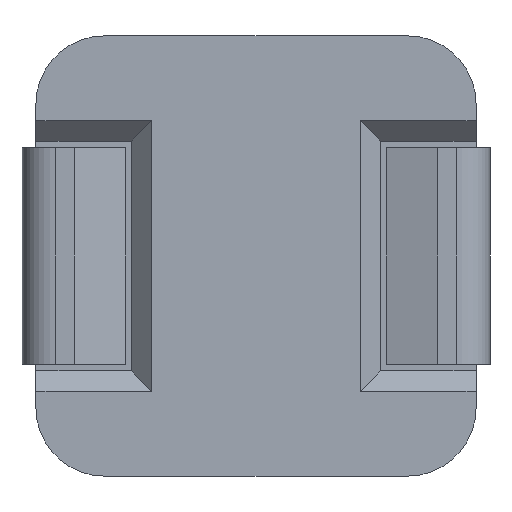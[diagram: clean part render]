
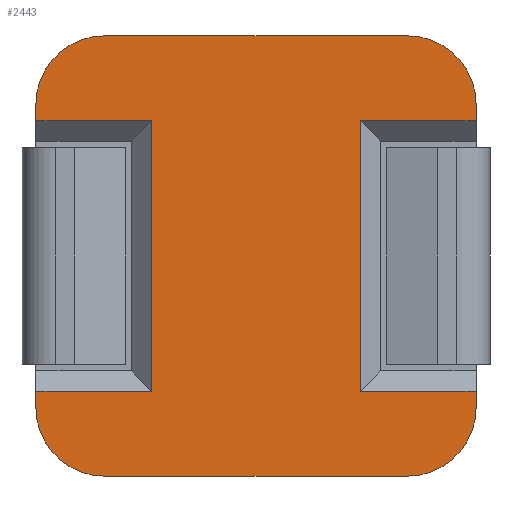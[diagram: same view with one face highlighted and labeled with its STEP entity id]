
A CAD part, front view. The second image highlights one B-rep face of the part: STEP entity #2443.
In plain terms, the highlighted planar face has unit normal (0, -1, 0).
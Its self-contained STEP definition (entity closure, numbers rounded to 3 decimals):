
#2019=CARTESIAN_POINT('',(-3.235,0.,2.235));
#2020=VERTEX_POINT('',#2019);
#2021=CARTESIAN_POINT('',(-2.235,0.,3.235));
#2022=VERTEX_POINT('',#2021);
#2023=CARTESIAN_POINT('',(-2.235,0.,2.235));
#2024=DIRECTION('',(0.,1.,0.));
#2025=DIRECTION('',(0.,-0.,1.));
#2026=AXIS2_PLACEMENT_3D('',#2023,#2024,#2025);
#2027=CIRCLE('',#2026,1.);
#2028=EDGE_CURVE('',#2020,#2022,#2027,.T.);
#2061=CARTESIAN_POINT('',(2.235,0.,3.235));
#2062=VERTEX_POINT('',#2061);
#2063=CARTESIAN_POINT('',(-2.235,0.,3.235));
#2064=DIRECTION('',(1.,0.,-0.));
#2065=VECTOR('',#2064,4.47);
#2066=LINE('',#2063,#2065);
#2067=EDGE_CURVE('',#2022,#2062,#2066,.T.);
#2092=CARTESIAN_POINT('',(3.235,0.,2.235));
#2093=VERTEX_POINT('',#2092);
#2094=CARTESIAN_POINT('',(2.235,0.,2.235));
#2095=DIRECTION('',(0.,1.,0.));
#2096=DIRECTION('',(0.,-0.,1.));
#2097=AXIS2_PLACEMENT_3D('',#2094,#2095,#2096);
#2098=CIRCLE('',#2097,1.);
#2099=EDGE_CURVE('',#2062,#2093,#2098,.T.);
#2135=CARTESIAN_POINT('',(3.235,0.,-1.99));
#2136=VERTEX_POINT('',#2135);
#2143=CARTESIAN_POINT('',(3.235,0.,-2.235));
#2144=VERTEX_POINT('',#2143);
#2145=CARTESIAN_POINT('',(3.235,0.,-1.99));
#2146=DIRECTION('',(-0.,0.,-1.));
#2147=VECTOR('',#2146,0.245);
#2148=LINE('',#2145,#2147);
#2149=EDGE_CURVE('',#2136,#2144,#2148,.T.);
#2166=CARTESIAN_POINT('',(3.235,0.,1.99));
#2167=VERTEX_POINT('',#2166);
#2168=CARTESIAN_POINT('',(3.235,0.,2.235));
#2169=DIRECTION('',(-0.,0.,-1.));
#2170=VECTOR('',#2169,0.245);
#2171=LINE('',#2168,#2170);
#2172=EDGE_CURVE('',#2093,#2167,#2171,.T.);
#2204=CARTESIAN_POINT('',(2.235,0.,-3.235));
#2205=VERTEX_POINT('',#2204);
#2206=CARTESIAN_POINT('',(2.235,0.,-2.235));
#2207=DIRECTION('',(0.,1.,0.));
#2208=DIRECTION('',(0.,0.,-1.));
#2209=AXIS2_PLACEMENT_3D('',#2206,#2207,#2208);
#2210=CIRCLE('',#2209,1.);
#2211=EDGE_CURVE('',#2144,#2205,#2210,.T.);
#2237=CARTESIAN_POINT('',(-2.235,0.,-3.235));
#2238=VERTEX_POINT('',#2237);
#2239=CARTESIAN_POINT('',(2.235,0.,-3.235));
#2240=DIRECTION('',(-1.,0.,0.));
#2241=VECTOR('',#2240,4.47);
#2242=LINE('',#2239,#2241);
#2243=EDGE_CURVE('',#2205,#2238,#2242,.T.);
#2268=CARTESIAN_POINT('',(-3.235,0.,-2.235));
#2269=VERTEX_POINT('',#2268);
#2270=CARTESIAN_POINT('',(-2.235,0.,-2.235));
#2271=DIRECTION('',(0.,1.,0.));
#2272=DIRECTION('',(0.,-0.,1.));
#2273=AXIS2_PLACEMENT_3D('',#2270,#2271,#2272);
#2274=CIRCLE('',#2273,1.);
#2275=EDGE_CURVE('',#2238,#2269,#2274,.T.);
#2301=CARTESIAN_POINT('',(-3.235,0.,-1.99));
#2302=VERTEX_POINT('',#2301);
#2303=CARTESIAN_POINT('',(-3.235,0.,-2.235));
#2304=DIRECTION('',(0.,0.,1.));
#2305=VECTOR('',#2304,0.245);
#2306=LINE('',#2303,#2305);
#2307=EDGE_CURVE('',#2269,#2302,#2306,.T.);
#2341=CARTESIAN_POINT('',(-3.235,0.,1.99));
#2342=VERTEX_POINT('',#2341);
#2349=CARTESIAN_POINT('',(-3.235,0.,1.99));
#2350=DIRECTION('',(0.,0.,1.));
#2351=VECTOR('',#2350,0.245);
#2352=LINE('',#2349,#2351);
#2353=EDGE_CURVE('',#2342,#2020,#2352,.T.);
#2382=CARTESIAN_POINT('',(-2.235,0.,2.235));
#2383=DIRECTION('',(0.,1.,0.));
#2384=DIRECTION('',(0.,0.,1.));
#2385=AXIS2_PLACEMENT_3D('',#2382,#2383,#2384);
#2386=PLANE('',#2385);
#2387=ORIENTED_EDGE('',*,*,#2149,.F.);
#2388=CARTESIAN_POINT('',(1.535,0.,-1.99));
#2389=VERTEX_POINT('',#2388);
#2390=CARTESIAN_POINT('',(3.235,0.,-1.99));
#2391=DIRECTION('',(-1.,0.,0.));
#2392=VECTOR('',#2391,1.7);
#2393=LINE('',#2390,#2392);
#2394=EDGE_CURVE('',#2136,#2389,#2393,.T.);
#2395=ORIENTED_EDGE('',*,*,#2394,.T.);
#2396=CARTESIAN_POINT('',(1.535,0.,1.99));
#2397=VERTEX_POINT('',#2396);
#2398=CARTESIAN_POINT('',(1.535,0.,-1.99));
#2399=DIRECTION('',(0.,0.,1.));
#2400=VECTOR('',#2399,3.98);
#2401=LINE('',#2398,#2400);
#2402=EDGE_CURVE('',#2389,#2397,#2401,.T.);
#2403=ORIENTED_EDGE('',*,*,#2402,.T.);
#2404=CARTESIAN_POINT('',(1.535,0.,1.99));
#2405=DIRECTION('',(1.,0.,-0.));
#2406=VECTOR('',#2405,1.7);
#2407=LINE('',#2404,#2406);
#2408=EDGE_CURVE('',#2397,#2167,#2407,.T.);
#2409=ORIENTED_EDGE('',*,*,#2408,.T.);
#2410=ORIENTED_EDGE('',*,*,#2172,.F.);
#2411=ORIENTED_EDGE('',*,*,#2099,.F.);
#2412=ORIENTED_EDGE('',*,*,#2067,.F.);
#2413=ORIENTED_EDGE('',*,*,#2028,.F.);
#2414=ORIENTED_EDGE('',*,*,#2353,.F.);
#2415=CARTESIAN_POINT('',(-1.535,0.,1.99));
#2416=VERTEX_POINT('',#2415);
#2417=CARTESIAN_POINT('',(-3.235,0.,1.99));
#2418=DIRECTION('',(1.,0.,-0.));
#2419=VECTOR('',#2418,1.7);
#2420=LINE('',#2417,#2419);
#2421=EDGE_CURVE('',#2342,#2416,#2420,.T.);
#2422=ORIENTED_EDGE('',*,*,#2421,.T.);
#2423=CARTESIAN_POINT('',(-1.535,0.,-1.99));
#2424=VERTEX_POINT('',#2423);
#2425=CARTESIAN_POINT('',(-1.535,0.,1.99));
#2426=DIRECTION('',(0.,0.,-1.));
#2427=VECTOR('',#2426,3.98);
#2428=LINE('',#2425,#2427);
#2429=EDGE_CURVE('',#2416,#2424,#2428,.T.);
#2430=ORIENTED_EDGE('',*,*,#2429,.T.);
#2431=CARTESIAN_POINT('',(-1.535,0.,-1.99));
#2432=DIRECTION('',(-1.,0.,0.));
#2433=VECTOR('',#2432,1.7);
#2434=LINE('',#2431,#2433);
#2435=EDGE_CURVE('',#2424,#2302,#2434,.T.);
#2436=ORIENTED_EDGE('',*,*,#2435,.T.);
#2437=ORIENTED_EDGE('',*,*,#2307,.F.);
#2438=ORIENTED_EDGE('',*,*,#2275,.F.);
#2439=ORIENTED_EDGE('',*,*,#2243,.F.);
#2440=ORIENTED_EDGE('',*,*,#2211,.F.);
#2441=EDGE_LOOP('',(#2387,#2395,#2403,#2409,#2410,#2411,#2412,#2413,#2414,#2422,#2430,#2436,#2437,#2438,#2439,#2440));
#2442=FACE_BOUND('',#2441,.T.);
#2443=ADVANCED_FACE('',(#2442),#2386,.F.);
